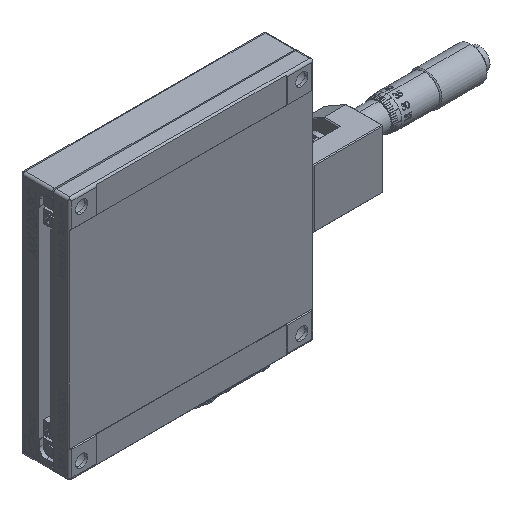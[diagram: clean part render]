
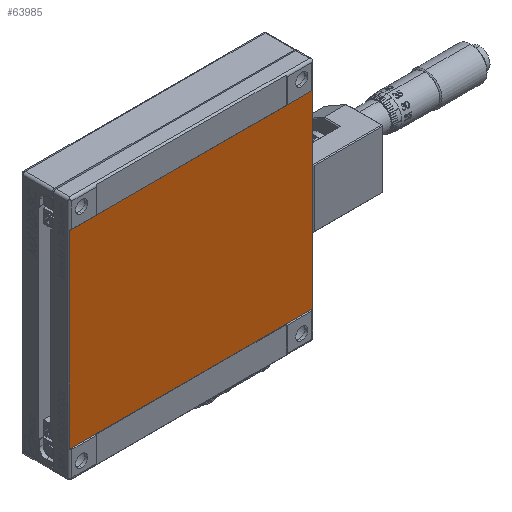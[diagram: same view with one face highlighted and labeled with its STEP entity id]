
A CAD part, isometric view. The second image highlights one B-rep face of the part: STEP entity #63985.
In plain terms, the highlighted planar face has unit normal (0, -1, 0).
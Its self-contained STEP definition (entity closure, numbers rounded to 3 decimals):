
#149 = CARTESIAN_POINT ( 'NONE',  ( 57.751, -19.897, -38.7 ) ) ;
#2336 = CARTESIAN_POINT ( 'NONE',  ( -41.677, -19.897, 38.7 ) ) ;
#7488 = DIRECTION ( 'NONE',  ( -1., 0., 0. ) ) ;
#7548 = CARTESIAN_POINT ( 'NONE',  ( -41.677, -19.897, -38.7 ) ) ;
#19856 = EDGE_LOOP ( 'NONE', ( #32346, #73696, #63922, #52357 ) ) ;
#21675 = FACE_OUTER_BOUND ( 'NONE', #19856, .T. ) ;
#22378 = CARTESIAN_POINT ( 'NONE',  ( 58.037, -19.897, 38.7 ) ) ;
#28454 = CARTESIAN_POINT ( 'NONE',  ( 57.751, -19.897, 38.7 ) ) ;
#28705 = EDGE_CURVE ( 'NONE', #44757, #42030, #45303, .T. ) ;
#32346 = ORIENTED_EDGE ( 'NONE', *, *, #44786, .T. ) ;
#32651 = CARTESIAN_POINT ( 'NONE',  ( 58.037, -19.897, -38.7 ) ) ;
#36520 = DIRECTION ( 'NONE',  ( 0., 0., 1. ) ) ;
#37607 = CARTESIAN_POINT ( 'NONE',  ( -41.677, -19.897, 38.7 ) ) ;
#40275 = LINE ( 'NONE', #32651, #90720 ) ;
#42030 = VERTEX_POINT ( 'NONE', #28454 ) ;
#44699 = DIRECTION ( 'NONE',  ( 0., 0., -1. ) ) ;
#44757 = VERTEX_POINT ( 'NONE', #149 ) ;
#44786 = EDGE_CURVE ( 'NONE', #42030, #74084, #71213, .T. ) ;
#45303 = LINE ( 'NONE', #69107, #82096 ) ;
#45856 = VERTEX_POINT ( 'NONE', #7548 ) ;
#52357 = ORIENTED_EDGE ( 'NONE', *, *, #28705, .T. ) ;
#54901 = AXIS2_PLACEMENT_3D ( 'NONE', #22378, #78800, #36520 ) ;
#56233 = VECTOR ( 'NONE', #44699, 1000. ) ;
#60616 = LINE ( 'NONE', #37607, #56233 ) ;
#60625 = EDGE_CURVE ( 'NONE', #74084, #45856, #60616, .T. ) ;
#63922 = ORIENTED_EDGE ( 'NONE', *, *, #89830, .F. ) ;
#63985 = ADVANCED_FACE ( 'NONE', ( #21675 ), #71638, .F. ) ;
#67736 = DIRECTION ( 'NONE',  ( -1., 0., 0. ) ) ;
#69107 = CARTESIAN_POINT ( 'NONE',  ( 57.751, -19.897, -38.7 ) ) ;
#70652 = CARTESIAN_POINT ( 'NONE',  ( 58.037, -19.897, 38.7 ) ) ;
#71213 = LINE ( 'NONE', #70652, #73057 ) ;
#71638 = PLANE ( 'NONE',  #54901 ) ;
#73057 = VECTOR ( 'NONE', #7488, 1000. ) ;
#73696 = ORIENTED_EDGE ( 'NONE', *, *, #60625, .T. ) ;
#74084 = VERTEX_POINT ( 'NONE', #2336 ) ;
#76229 = DIRECTION ( 'NONE',  ( 0., 0., 1. ) ) ;
#78800 = DIRECTION ( 'NONE',  ( 0., 1., 0. ) ) ;
#82096 = VECTOR ( 'NONE', #76229, 1000. ) ;
#89830 = EDGE_CURVE ( 'NONE', #44757, #45856, #40275, .T. ) ;
#90720 = VECTOR ( 'NONE', #67736, 1000. ) ;
